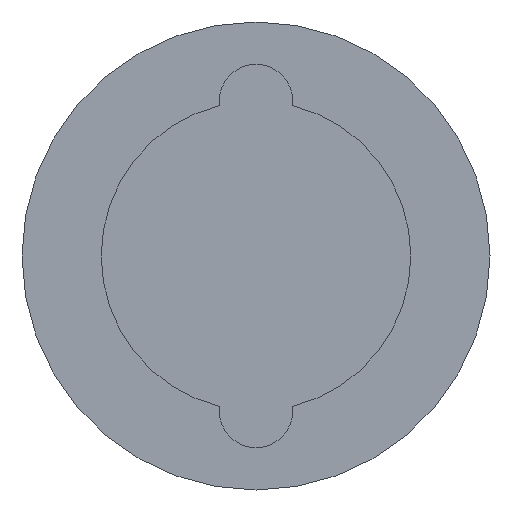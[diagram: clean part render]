
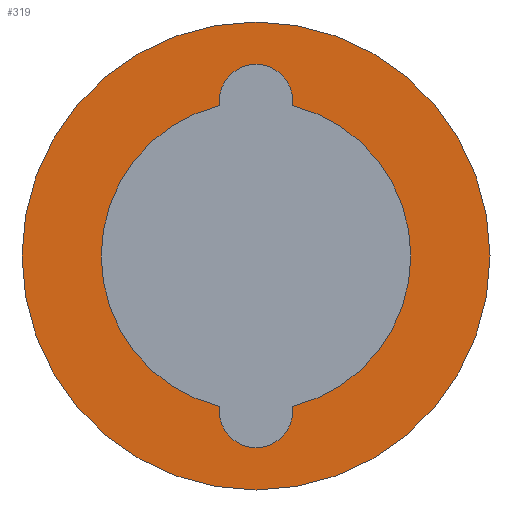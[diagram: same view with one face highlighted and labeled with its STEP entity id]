
A CAD part, front view. The second image highlights one B-rep face of the part: STEP entity #319.
In plain terms, the highlighted planar face has unit normal (0, -1, 0).
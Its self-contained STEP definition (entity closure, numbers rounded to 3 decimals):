
#3 = VERTEX_POINT ( 'NONE', #101 ) ;
#5 = ORIENTED_EDGE ( 'NONE', *, *, #238, .F. ) ;
#6 = PLANE ( 'NONE',  #118 ) ;
#8 = CIRCLE ( 'NONE', #169, 4.2 ) ;
#16 = CARTESIAN_POINT ( 'NONE',  ( 0., 0., 6.35 ) ) ;
#18 = DIRECTION ( 'NONE',  ( 0., 1., 0. ) ) ;
#21 = VERTEX_POINT ( 'NONE', #84 ) ;
#32 = ORIENTED_EDGE ( 'NONE', *, *, #177, .F. ) ;
#38 = DIRECTION ( 'NONE',  ( 0., 0., -1. ) ) ;
#39 = DIRECTION ( 'NONE',  ( 0., -1., 0. ) ) ;
#42 = CARTESIAN_POINT ( 'NONE',  ( 0., 0., 0. ) ) ;
#44 = CARTESIAN_POINT ( 'NONE',  ( -0.993, 0., 4.081 ) ) ;
#47 = VERTEX_POINT ( 'NONE', #308 ) ;
#57 = EDGE_CURVE ( 'NONE', #300, #244, #89, .T. ) ;
#72 = CIRCLE ( 'NONE', #120, 4.2 ) ;
#75 = CARTESIAN_POINT ( 'NONE',  ( 0., 0., 0. ) ) ;
#82 = DIRECTION ( 'NONE',  ( 0., 0., -1. ) ) ;
#84 = CARTESIAN_POINT ( 'NONE',  ( 0., 0., -6.35 ) ) ;
#89 = CIRCLE ( 'NONE', #291, 1. ) ;
#90 = DIRECTION ( 'NONE',  ( 0., -1., 0. ) ) ;
#91 = EDGE_CURVE ( 'NONE', #3, #47, #265, .T. ) ;
#92 = DIRECTION ( 'NONE',  ( 0., 0., -1. ) ) ;
#93 = DIRECTION ( 'NONE',  ( 0., 0., 1. ) ) ;
#99 = AXIS2_PLACEMENT_3D ( 'NONE', #192, #261, #82 ) ;
#101 = CARTESIAN_POINT ( 'NONE',  ( 0., 0., -5.2 ) ) ;
#103 = FACE_BOUND ( 'NONE', #231, .T. ) ;
#109 = EDGE_CURVE ( 'NONE', #225, #3, #163, .T. ) ;
#113 = DIRECTION ( 'NONE',  ( 0., 0., -1. ) ) ;
#117 = CARTESIAN_POINT ( 'NONE',  ( 0., 0., 0. ) ) ;
#118 = AXIS2_PLACEMENT_3D ( 'NONE', #75, #124, #304 ) ;
#120 = AXIS2_PLACEMENT_3D ( 'NONE', #218, #39, #92 ) ;
#124 = DIRECTION ( 'NONE',  ( 0., 1., 0. ) ) ;
#133 = CARTESIAN_POINT ( 'NONE',  ( 0., 0., 4.2 ) ) ;
#149 = ORIENTED_EDGE ( 'NONE', *, *, #216, .F. ) ;
#159 = CIRCLE ( 'NONE', #250, 6.35 ) ;
#162 = CARTESIAN_POINT ( 'NONE',  ( 0., 0., -4.2 ) ) ;
#163 = CIRCLE ( 'NONE', #283, 1. ) ;
#166 = DIRECTION ( 'NONE',  ( 0., 0., 1. ) ) ;
#169 = AXIS2_PLACEMENT_3D ( 'NONE', #117, #90, #298 ) ;
#174 = ORIENTED_EDGE ( 'NONE', *, *, #249, .F. ) ;
#177 = EDGE_CURVE ( 'NONE', #244, #225, #8, .T. ) ;
#178 = ORIENTED_EDGE ( 'NONE', *, *, #91, .F. ) ;
#181 = CARTESIAN_POINT ( 'NONE',  ( 0.993, 0., 4.081 ) ) ;
#192 = CARTESIAN_POINT ( 'NONE',  ( 0., 0., -4.2 ) ) ;
#205 = FACE_OUTER_BOUND ( 'NONE', #279, .T. ) ;
#216 = EDGE_CURVE ( 'NONE', #47, #300, #72, .T. ) ;
#218 = CARTESIAN_POINT ( 'NONE',  ( 0., 0., 0. ) ) ;
#220 = CARTESIAN_POINT ( 'NONE',  ( 0., 0., 0. ) ) ;
#223 = VERTEX_POINT ( 'NONE', #16 ) ;
#225 = VERTEX_POINT ( 'NONE', #267 ) ;
#231 = EDGE_LOOP ( 'NONE', ( #253, #149, #178, #302, #32 ) ) ;
#238 = EDGE_CURVE ( 'NONE', #21, #223, #306, .T. ) ;
#244 = VERTEX_POINT ( 'NONE', #44 ) ;
#249 = EDGE_CURVE ( 'NONE', #223, #21, #159, .T. ) ;
#250 = AXIS2_PLACEMENT_3D ( 'NONE', #220, #316, #93 ) ;
#253 = ORIENTED_EDGE ( 'NONE', *, *, #57, .F. ) ;
#261 = DIRECTION ( 'NONE',  ( 0., -1., 0. ) ) ;
#265 = CIRCLE ( 'NONE', #99, 1. ) ;
#267 = CARTESIAN_POINT ( 'NONE',  ( -0.993, 0., -4.081 ) ) ;
#279 = EDGE_LOOP ( 'NONE', ( #5, #174 ) ) ;
#280 = AXIS2_PLACEMENT_3D ( 'NONE', #42, #18, #166 ) ;
#283 = AXIS2_PLACEMENT_3D ( 'NONE', #162, #309, #38 ) ;
#291 = AXIS2_PLACEMENT_3D ( 'NONE', #133, #311, #113 ) ;
#298 = DIRECTION ( 'NONE',  ( 0., 0., -1. ) ) ;
#300 = VERTEX_POINT ( 'NONE', #181 ) ;
#302 = ORIENTED_EDGE ( 'NONE', *, *, #109, .F. ) ;
#304 = DIRECTION ( 'NONE',  ( 0., 0., 1. ) ) ;
#306 = CIRCLE ( 'NONE', #280, 6.35 ) ;
#308 = CARTESIAN_POINT ( 'NONE',  ( 0.993, 0., -4.081 ) ) ;
#309 = DIRECTION ( 'NONE',  ( 0., -1., 0. ) ) ;
#311 = DIRECTION ( 'NONE',  ( 0., -1., 0. ) ) ;
#316 = DIRECTION ( 'NONE',  ( 0., 1., 0. ) ) ;
#319 = ADVANCED_FACE ( 'NONE', ( #103, #205 ), #6, .F. ) ;
